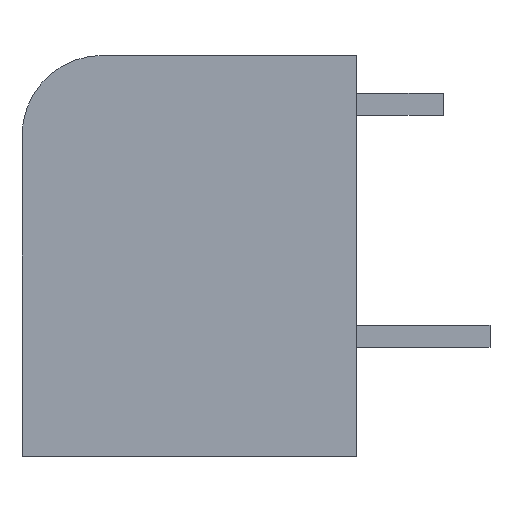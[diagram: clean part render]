
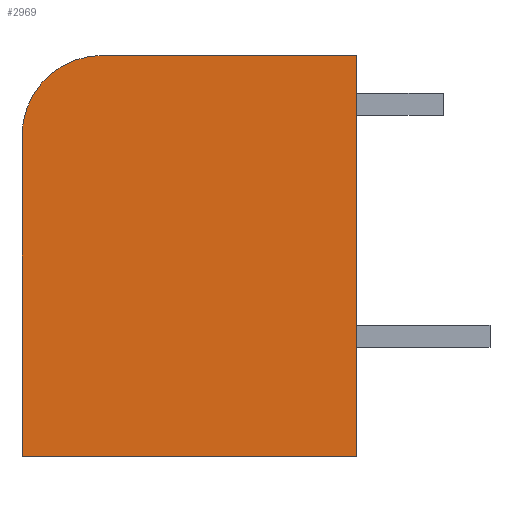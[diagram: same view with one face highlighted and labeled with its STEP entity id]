
A CAD part, left-side view. The second image highlights one B-rep face of the part: STEP entity #2969.
In plain terms, the highlighted planar face has unit normal (-1, 0, 0).
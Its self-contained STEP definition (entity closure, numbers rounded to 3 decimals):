
#807=DIRECTION('',(0.,-1.,0.));
#808=VECTOR('',#807,12.7);
#809=CARTESIAN_POINT('',(-9.03,12.7,-15.24));
#810=LINE('',#809,#808);
#811=DIRECTION('',(0.,0.,-1.));
#812=VECTOR('',#811,12.192);
#813=CARTESIAN_POINT('',(-9.03,12.7,-3.048));
#814=LINE('',#813,#812);
#815=CARTESIAN_POINT('',(-9.03,9.652,-3.048));
#816=DIRECTION('',(-1.,0.,0.));
#817=DIRECTION('',(0.,0.,1.));
#818=AXIS2_PLACEMENT_3D('',#815,#816,#817);
#820=DIRECTION('',(0.,1.,0.));
#821=VECTOR('',#820,9.652);
#822=CARTESIAN_POINT('',(-9.03,0.,0.));
#823=LINE('',#822,#821);
#824=DIRECTION('',(0.,0.,1.));
#825=VECTOR('',#824,15.24);
#826=CARTESIAN_POINT('',(-9.03,0.,-15.24));
#827=LINE('',#826,#825);
#1512=CARTESIAN_POINT('',(-9.03,12.7,-15.24));
#1513=CARTESIAN_POINT('',(-9.03,0.,-15.24));
#1514=VERTEX_POINT('',#1512);
#1515=VERTEX_POINT('',#1513);
#1516=CARTESIAN_POINT('',(-9.03,0.,0.));
#1517=VERTEX_POINT('',#1516);
#1518=CARTESIAN_POINT('',(-9.03,9.652,0.));
#1519=VERTEX_POINT('',#1518);
#1520=CARTESIAN_POINT('',(-9.03,12.7,-3.048));
#1521=VERTEX_POINT('',#1520);
#2957=CARTESIAN_POINT('',(-9.03,0.,0.));
#2958=DIRECTION('',(-1.,0.,0.));
#2959=DIRECTION('',(0.,0.,1.));
#2960=AXIS2_PLACEMENT_3D('',#2957,#2958,#2959);
#2961=PLANE('',#2960);
#2962=ORIENTED_EDGE('',*,*,#1994,.F.);
#2963=ORIENTED_EDGE('',*,*,#2273,.F.);
#2964=ORIENTED_EDGE('',*,*,#2201,.F.);
#2965=ORIENTED_EDGE('',*,*,#2153,.F.);
#2966=ORIENTED_EDGE('',*,*,#2078,.F.);
#2967=EDGE_LOOP('',(#2962,#2963,#2964,#2965,#2966));
#2968=FACE_OUTER_BOUND('',#2967,.F.);
#2969=ADVANCED_FACE('',(#2968),#2961,.T.);
#819=CIRCLE('',#818,3.048);
#1994=EDGE_CURVE('',#1514,#1515,#810,.T.);
#2078=EDGE_CURVE('',#1515,#1517,#827,.T.);
#2153=EDGE_CURVE('',#1517,#1519,#823,.T.);
#2201=EDGE_CURVE('',#1519,#1521,#819,.T.);
#2273=EDGE_CURVE('',#1521,#1514,#814,.T.);
